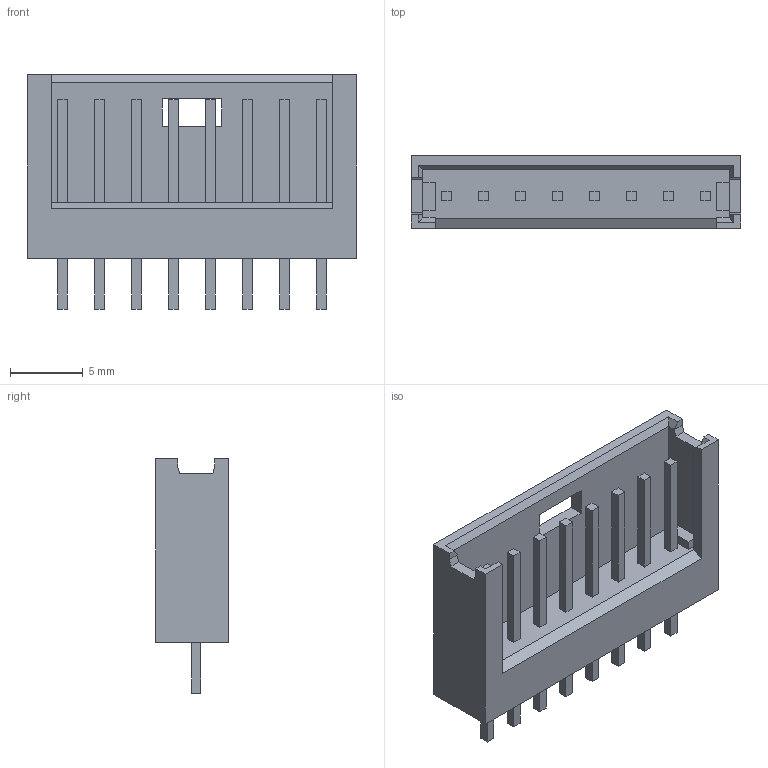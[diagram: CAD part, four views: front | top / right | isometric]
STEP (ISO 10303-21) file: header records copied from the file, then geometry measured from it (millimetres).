
FILE_DESCRIPTION(('STEP AP242'),'1');
FILE_NAME('93f5544_280373-2.stp','2019-01-25T14:04:58',('TraceParts'),('TraceParts S.A.'),'Spatial InterOp 3D',' ',' ');
FILE_SCHEMA(('AP242_MANAGED_MODEL_BASED_3D_ENGINEERING_MIM_LF {1 0 10303 442 1 1 4}'));
Length unit declared in the file: millimetre
Products named in the file (1): 93f5544_280373-2
Bounding box: 22.61 x 5 x 16.1 mm (x, y, z)
Volume: 692.9 mm3; surface area: 1235.1 mm2
Topology: 1 solids, 1 shells, 125 faces, 313 edges, 206 vertices
Faces by surface type: plane 125
Entity records: 3662 total; most frequent: CARTESIAN_POINT 645, ORIENTED_EDGE 626, DIRECTION 565, EDGE_CURVE 313, LINE 313, VECTOR 313, VERTEX_POINT 206, EDGE_LOOP 143
